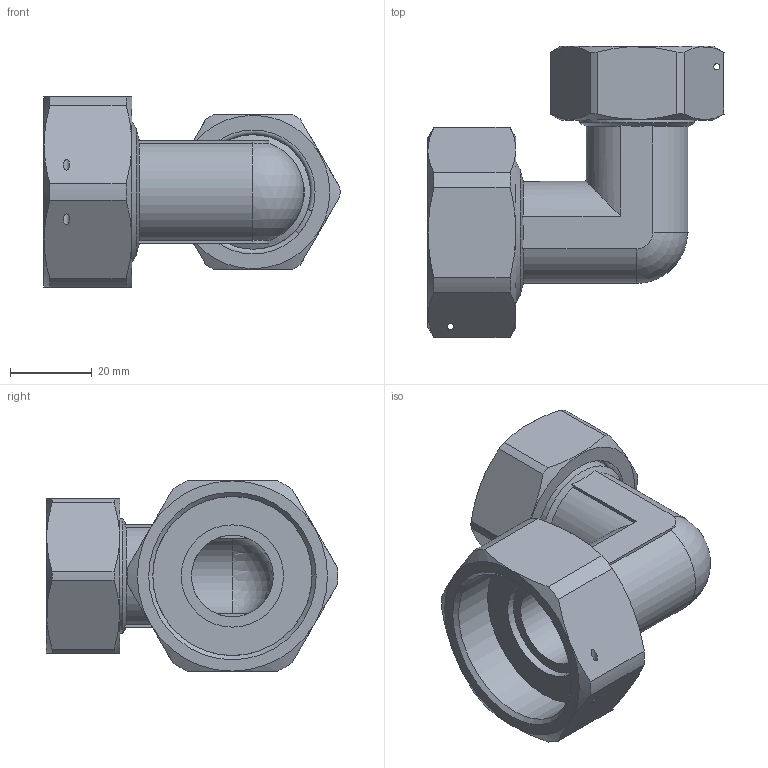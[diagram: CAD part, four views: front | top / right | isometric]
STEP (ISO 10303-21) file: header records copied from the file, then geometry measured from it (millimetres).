
FILE_DESCRIPTION(/* description */ ('Unknown','CAx-IF Rec.Pracs.---Representation and Presentation of Product Manufacturing Information (PMI)---4.0---2014-10-13','CAx-IF Rec.Pracs.---3D Tessellated Geometry---0.4---2014-09-14','2;1'),/* implementation_level */ '2;1');
FILE_NAME(/* name */ '98708716-67-38',/* time_stamp */ '2023-11-30T09:20:58+01:00',/* author */ ('Unknown'),/* organization */ ('Unknown'),/* preprocessor_version */ 'ST-DEVELOPER v18.102',/* originating_system */ 'Solid Edge',/* authorisation */ 'Unknown');
FILE_SCHEMA (('AP242_MANAGED_MODEL_BASED_3D_ENGINEERING_MIM_LF { 1 0 10303 442 1 1 4 }'));
Length unit declared in the file: millimetre
Products named in the file (8): 98708716-67-38; Eck-R-1-1_1_4; _berwurfmutter; 郻M_1 1_4; Sperr-Ring; Speerring; 97000077-1; 97000077-1 1_4
Assembly tree (7 placements, depth 2):
  98708716-67-38
    Eck-R-1-1_1_4
    _berwurfmutter
    郻M_1 1_4
    Sperr-Ring
    Speerring
    97000077-1
    97000077-1 1_4
Bounding box: 72.37 x 71.24 x 46.5 mm (x, y, z)
Volume: 44822.9 mm3; surface area: 29122.5 mm2
Topology: 7 solids, 7 shells, 112 faces, 260 edges, 160 vertices
Faces by surface type: plane 43, cylinder 40, cone 25, sphere 2, torus 2
Full cylindrical faces by diameter (mm): 1.5 x2, 20 x2, 22 x1, 25 x1, 28 x1, 30.2 x1, 30.291 x1, 30.3 x2, 32.3 x1, 36.5 x1, 38.9 x3, 38.952 x1, 41.7 x1
Entity records: 5035 total; most frequent: CARTESIAN_POINT 2466, DIRECTION 522, ORIENTED_EDGE 428, AXIS2_PLACEMENT_3D 233, EDGE_CURVE 214, EDGE_LOOP 159, FACE_BOUND 159, VERTEX_POINT 149
